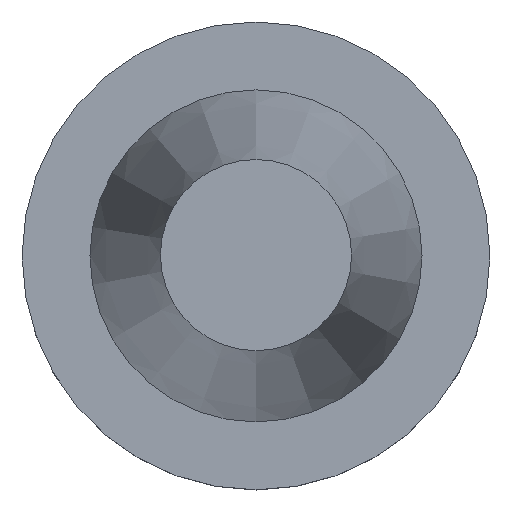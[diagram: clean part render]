
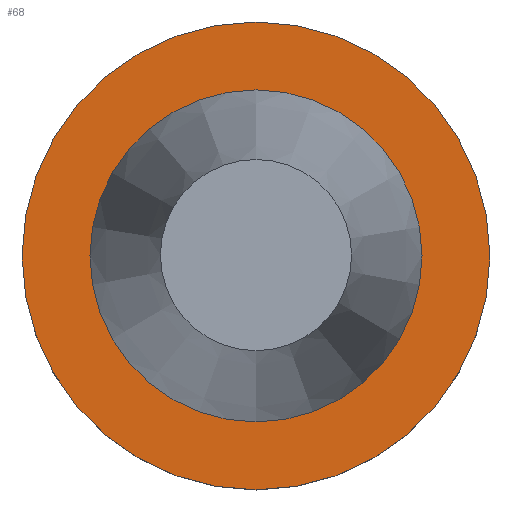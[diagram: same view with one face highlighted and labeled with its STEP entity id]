
A CAD part, top view. The second image highlights one B-rep face of the part: STEP entity #68.
In plain terms, the highlighted planar face has unit normal (0, 0, 1).
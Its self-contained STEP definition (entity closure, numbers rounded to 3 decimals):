
#68=ADVANCED_FACE('Unnamed[1]',(#170,#171),#172,.T.);
#97=EDGE_CURVE('Unnamed[1]',#216,#216,#217,.T.);
#102=EDGE_CURVE('Unnamed[1]',#224,#224,#225,.T.);
#170=FACE_OUTER_BOUND('',#308,.T.);
#171=FACE_BOUND('',#309,.T.);
#172=PLANE('',#310);
#216=VERTEX_POINT('',#366);
#217=CIRCLE('',#367,34.925);
#224=VERTEX_POINT('',#376);
#225=CIRCLE('',#377,49.213);
#308=EDGE_LOOP('',(#460));
#309=EDGE_LOOP('',(#461));
#310=AXIS2_PLACEMENT_3D('',#462,#463,#464);
#366=CARTESIAN_POINT('',(0.,34.925,-1.5));
#367=AXIS2_PLACEMENT_3D('',#512,#513,#514);
#376=CARTESIAN_POINT('',(0.,49.213,-1.5));
#377=AXIS2_PLACEMENT_3D('',#521,#522,#523);
#460=ORIENTED_EDGE('',*,*,#102,.F.);
#461=ORIENTED_EDGE('',*,*,#97,.T.);
#462=CARTESIAN_POINT('',(0.,42.069,-1.5));
#463=DIRECTION('',(0.,0.,1.0));
#464=DIRECTION('',(0.,-1.0,0.));
#512=CARTESIAN_POINT('',(0.,0.,-1.5));
#513=DIRECTION('',(0.,0.,-1.0));
#514=DIRECTION('',(0.,1.0,0.));
#521=CARTESIAN_POINT('',(0.,0.,-1.5));
#522=DIRECTION('',(0.,0.,-1.0));
#523=DIRECTION('',(0.,1.0,0.));
